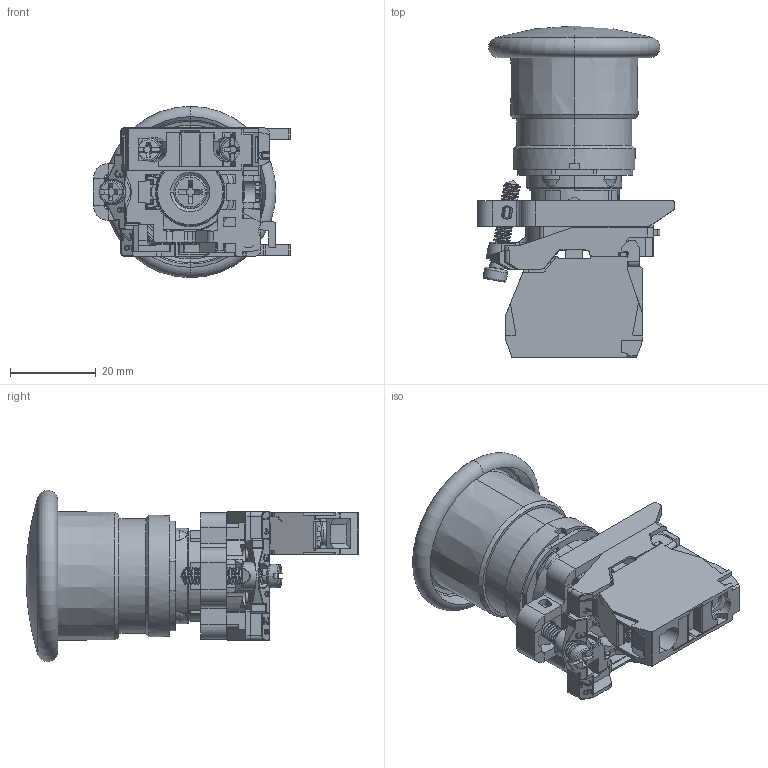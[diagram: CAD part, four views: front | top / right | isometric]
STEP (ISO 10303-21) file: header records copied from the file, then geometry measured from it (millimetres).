
FILE_DESCRIPTION((''),'2;1');
FILE_NAME('XB4BC21_ASM','2023-07-01T',('Administrator'),('zyb.com'),'PRO/ENGINEER BY PARAMETRIC TECHNOLOGY CORPORATION, 2010280','PRO/ENGINEER BY PARAMETRIC TECHNOLOGY CORPORATION, 2010280','');
FILE_SCHEMA(('AUTOMOTIVE_DESIGN { 1 0 10303 214 1 1 1 1 }'));
Length unit declared in the file: millimetre
Products named in the file (4): ZB4BE009; ZBE101; ZB4BC2C; XB4BC21_ASM
Assembly tree (3 placements, depth 2):
  XB4BC21_ASM
    ZB4BE009
    ZBE101
    ZB4BC2C
Bounding box: 46 x 77.5 x 39.99 mm (x, y, z)
Volume: 39788.4 mm3; surface area: 22212 mm2
Topology: 14 solids, 22 shells, 3797 faces, 10395 edges, 6687 vertices
Faces by surface type: plane 2138, cylinder 1053, cone 213, bspline 181, torus 180, sphere 32
Entity records: 161816 total; most frequent: CARTESIAN_POINT 39719, ORIENTED_EDGE 20778, DIRECTION 18849, EDGE_CURVE 10389, VERTEX_POINT 6687, VECTOR 6657, LINE 6657, AXIS2_PLACEMENT_3D 6096
